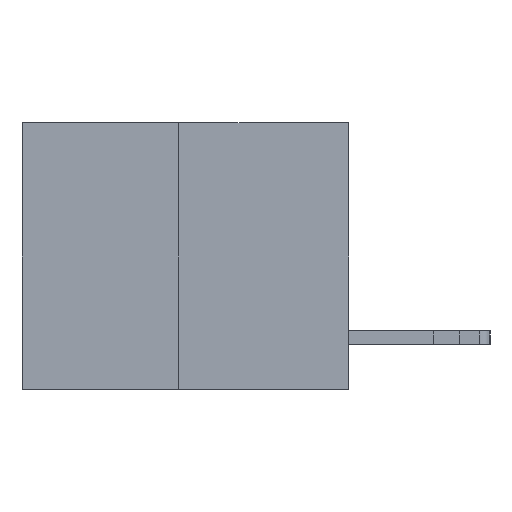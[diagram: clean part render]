
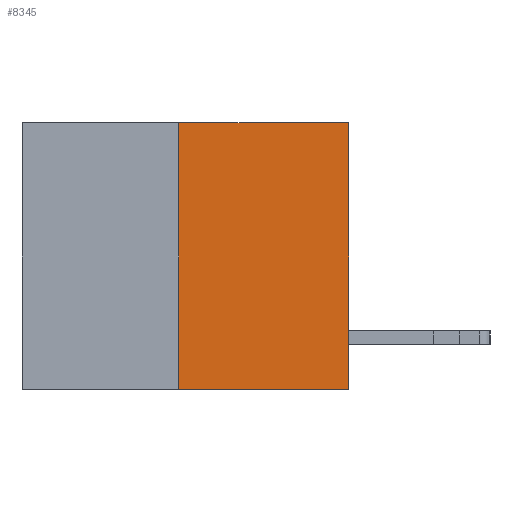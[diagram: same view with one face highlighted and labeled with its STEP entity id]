
A CAD part, left-side view. The second image highlights one B-rep face of the part: STEP entity #8345.
In plain terms, the highlighted planar face has unit normal (-1, 0, 0).
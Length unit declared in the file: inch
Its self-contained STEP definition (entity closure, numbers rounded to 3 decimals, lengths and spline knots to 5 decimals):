
#2834 = DIRECTION ( 'NONE',  ( 0., 0., -1. ) ) ;
#3467 = CARTESIAN_POINT ( 'NONE',  ( 0., 0.312, -0.49 ) ) ;
#4013 = CARTESIAN_POINT ( 'NONE',  ( 0., 0.6, -0.49 ) ) ;
#4602 = EDGE_CURVE ( 'NONE', #7521, #9009, #15834, .T. ) ;
#4870 = LINE ( 'NONE', #4013, #22941 ) ;
#5935 = CARTESIAN_POINT ( 'NONE',  ( 0., 0., -0.49 ) ) ;
#7458 = ORIENTED_EDGE ( 'NONE', *, *, #16345, .T. ) ;
#7521 = VERTEX_POINT ( 'NONE', #5935 ) ;
#7706 = DIRECTION ( 'NONE',  ( 0., -1., 0. ) ) ;
#8345 = ADVANCED_FACE ( 'NONE', ( #11618 ), #8763, .F. ) ;
#8473 = CARTESIAN_POINT ( 'NONE',  ( 0., 0.312, -0.49 ) ) ;
#8663 = DIRECTION ( 'NONE',  ( 0., 0., 1. ) ) ;
#8763 = PLANE ( 'NONE',  #19893 ) ;
#9009 = VERTEX_POINT ( 'NONE', #22816 ) ;
#9445 = ORIENTED_EDGE ( 'NONE', *, *, #11157, .F. ) ;
#10356 = EDGE_CURVE ( 'NONE', #16420, #20130, #23748, .T. ) ;
#11157 = EDGE_CURVE ( 'NONE', #20130, #9009, #14259, .T. ) ;
#11618 = FACE_OUTER_BOUND ( 'NONE', #17654, .T. ) ;
#12138 = VECTOR ( 'NONE', #17125, 39.37008 ) ;
#12371 = CARTESIAN_POINT ( 'NONE',  ( 0., 0., 0. ) ) ;
#12557 = DIRECTION ( 'NONE',  ( 1., 0., 0. ) ) ;
#13060 = VECTOR ( 'NONE', #8663, 39.37008 ) ;
#14259 = LINE ( 'NONE', #18318, #23072 ) ;
#14694 = CARTESIAN_POINT ( 'NONE',  ( 0., 0.6, 0. ) ) ;
#14745 = CARTESIAN_POINT ( 'NONE',  ( 0., 0.312, 0. ) ) ;
#15834 = LINE ( 'NONE', #12371, #13060 ) ;
#16345 = EDGE_CURVE ( 'NONE', #16420, #7521, #4870, .T. ) ;
#16420 = VERTEX_POINT ( 'NONE', #8473 ) ;
#17125 = DIRECTION ( 'NONE',  ( 0., 0., 1. ) ) ;
#17654 = EDGE_LOOP ( 'NONE', ( #23446, #7458, #20808, #9445 ) ) ;
#18318 = CARTESIAN_POINT ( 'NONE',  ( 0., 0.6, 0. ) ) ;
#19893 = AXIS2_PLACEMENT_3D ( 'NONE', #14694, #12557, #2834 ) ;
#20130 = VERTEX_POINT ( 'NONE', #14745 ) ;
#20808 = ORIENTED_EDGE ( 'NONE', *, *, #4602, .T. ) ;
#22816 = CARTESIAN_POINT ( 'NONE',  ( 0., 0., 0. ) ) ;
#22941 = VECTOR ( 'NONE', #7706, 39.37008 ) ;
#23072 = VECTOR ( 'NONE', #23956, 39.37008 ) ;
#23446 = ORIENTED_EDGE ( 'NONE', *, *, #10356, .F. ) ;
#23748 = LINE ( 'NONE', #3467, #12138 ) ;
#23956 = DIRECTION ( 'NONE',  ( 0., -1., 0. ) ) ;
